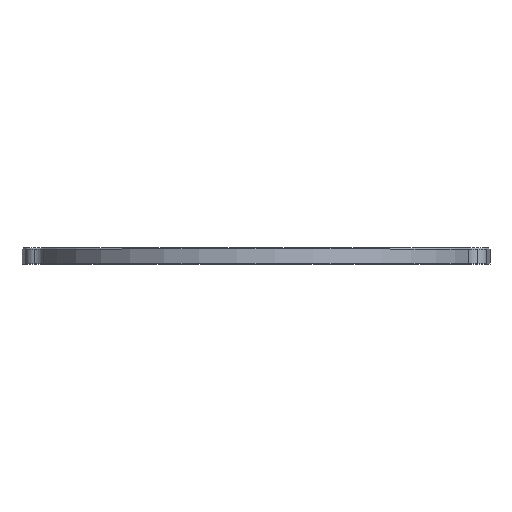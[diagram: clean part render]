
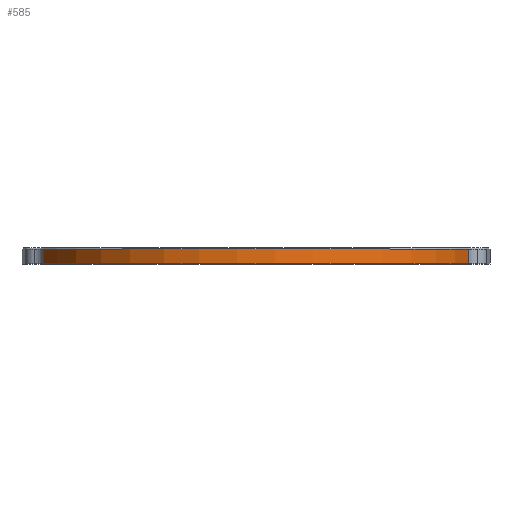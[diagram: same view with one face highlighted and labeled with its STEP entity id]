
A CAD part, top view. The second image highlights one B-rep face of the part: STEP entity #585.
In plain terms, the highlighted cylindrical face has radius 82.55 mm (diameter 165.1 mm), a partial arc.
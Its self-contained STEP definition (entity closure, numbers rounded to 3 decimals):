
#93 = VERTEX_POINT ( 'NONE', #178 ) ;
#102 = EDGE_CURVE ( 'NONE', #191, #1013, #556, .T. ) ;
#135 = DIRECTION ( 'NONE',  ( 0., -1., 0. ) ) ;
#162 = CARTESIAN_POINT ( 'NONE',  ( 0., 0., 0. ) ) ;
#178 = CARTESIAN_POINT ( 'NONE',  ( 79.416, 5.5, 22.531 ) ) ;
#191 = VERTEX_POINT ( 'NONE', #1265 ) ;
#250 = CARTESIAN_POINT ( 'NONE',  ( 0., 6., 0. ) ) ;
#325 = CARTESIAN_POINT ( 'NONE',  ( -79.416, 6., 22.531 ) ) ;
#373 = ORIENTED_EDGE ( 'NONE', *, *, #102, .T. ) ;
#455 = EDGE_CURVE ( 'NONE', #1013, #93, #1104, .T. ) ;
#524 = DIRECTION ( 'NONE',  ( 0., 0., -1. ) ) ;
#554 = CIRCLE ( 'NONE', #957, 82.55 ) ;
#556 = CIRCLE ( 'NONE', #1427, 82.55 ) ;
#578 = EDGE_CURVE ( 'NONE', #93, #863, #554, .T. ) ;
#585 = ADVANCED_FACE ( 'NONE', ( #1359 ), #1428, .T. ) ;
#748 = EDGE_CURVE ( 'NONE', #863, #191, #1036, .T. ) ;
#756 = EDGE_LOOP ( 'NONE', ( #1409, #1445, #1489, #373 ) ) ;
#789 = DIRECTION ( 'NONE',  ( 0., 0., -1. ) ) ;
#837 = CARTESIAN_POINT ( 'NONE',  ( 79.416, 6., 22.531 ) ) ;
#863 = VERTEX_POINT ( 'NONE', #1296 ) ;
#957 = AXIS2_PLACEMENT_3D ( 'NONE', #1011, #1001, #524 ) ;
#980 = DIRECTION ( 'NONE',  ( 0., 0., -1. ) ) ;
#1001 = DIRECTION ( 'NONE',  ( 0., -1., 0. ) ) ;
#1011 = CARTESIAN_POINT ( 'NONE',  ( 0., 5.5, 0. ) ) ;
#1013 = VERTEX_POINT ( 'NONE', #1335 ) ;
#1024 = DIRECTION ( 'NONE',  ( 0., 1., 0. ) ) ;
#1026 = AXIS2_PLACEMENT_3D ( 'NONE', #250, #135, #980 ) ;
#1036 = LINE ( 'NONE', #325, #1527 ) ;
#1104 = LINE ( 'NONE', #837, #1461 ) ;
#1192 = DIRECTION ( 'NONE',  ( 0., 1., 0. ) ) ;
#1265 = CARTESIAN_POINT ( 'NONE',  ( -79.416, 0., 22.531 ) ) ;
#1296 = CARTESIAN_POINT ( 'NONE',  ( -79.416, 5.5, 22.531 ) ) ;
#1335 = CARTESIAN_POINT ( 'NONE',  ( 79.416, 0., 22.531 ) ) ;
#1359 = FACE_OUTER_BOUND ( 'NONE', #756, .T. ) ;
#1409 = ORIENTED_EDGE ( 'NONE', *, *, #455, .T. ) ;
#1427 = AXIS2_PLACEMENT_3D ( 'NONE', #162, #1024, #789 ) ;
#1428 = CYLINDRICAL_SURFACE ( 'NONE', #1026, 82.55 ) ;
#1445 = ORIENTED_EDGE ( 'NONE', *, *, #578, .T. ) ;
#1461 = VECTOR ( 'NONE', #1192, 1000. ) ;
#1489 = ORIENTED_EDGE ( 'NONE', *, *, #748, .T. ) ;
#1527 = VECTOR ( 'NONE', #1539, 1000. ) ;
#1539 = DIRECTION ( 'NONE',  ( 0., -1., 0. ) ) ;
